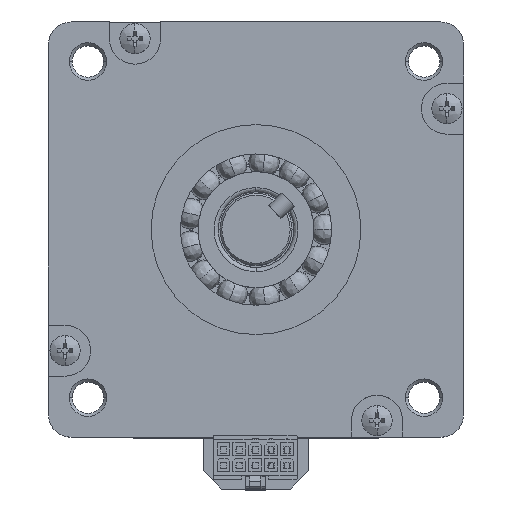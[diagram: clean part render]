
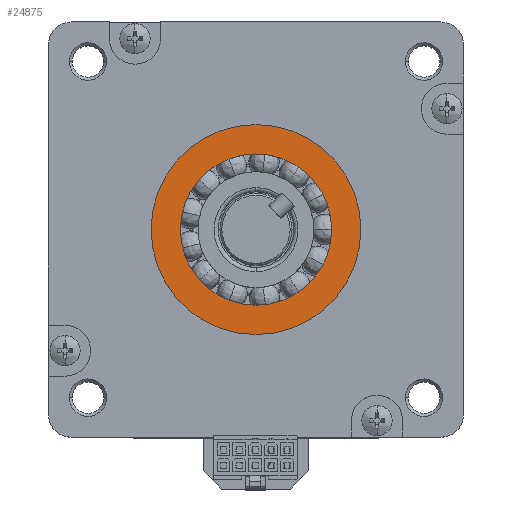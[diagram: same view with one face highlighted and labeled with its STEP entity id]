
A CAD part, top view. The second image highlights one B-rep face of the part: STEP entity #24875.
In plain terms, the highlighted planar face has unit normal (0, 0, 1).
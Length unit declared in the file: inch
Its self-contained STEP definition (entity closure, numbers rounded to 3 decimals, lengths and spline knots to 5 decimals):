
#778 = CARTESIAN_POINT ( 'NONE',  ( 0., 0., 0.06299 ) ) ;
#2725 = EDGE_LOOP ( 'NONE', ( #46810, #5259 ) ) ;
#3813 = CIRCLE ( 'NONE', #27227, 1.09291 ) ;
#4508 = EDGE_LOOP ( 'NONE', ( #5420, #21722 ) ) ;
#5259 = ORIENTED_EDGE ( 'NONE', *, *, #30155, .T. ) ;
#5420 = ORIENTED_EDGE ( 'NONE', *, *, #11552, .F. ) ;
#7600 = CARTESIAN_POINT ( 'NONE',  ( 0., 0., 0.06299 ) ) ;
#8055 = CIRCLE ( 'NONE', #26904, 1.09291 ) ;
#9100 = CARTESIAN_POINT ( 'NONE',  ( 0.7874, 0., 0.06299 ) ) ;
#9456 = FACE_OUTER_BOUND ( 'NONE', #4508, .T. ) ;
#11552 = EDGE_CURVE ( 'NONE', #12295, #34219, #8055, .T. ) ;
#12295 = VERTEX_POINT ( 'NONE', #42656 ) ;
#13447 = VERTEX_POINT ( 'NONE', #19053 ) ;
#13503 = DIRECTION ( 'NONE',  ( 0., 0., 1. ) ) ;
#17886 = VERTEX_POINT ( 'NONE', #9100 ) ;
#19053 = CARTESIAN_POINT ( 'NONE',  ( -0.7874, 0., 0.06299 ) ) ;
#21722 = ORIENTED_EDGE ( 'NONE', *, *, #38630, .F. ) ;
#22727 = AXIS2_PLACEMENT_3D ( 'NONE', #39684, #35243, #43351 ) ;
#24572 = AXIS2_PLACEMENT_3D ( 'NONE', #46045, #54231, #29335 ) ;
#24875 = ADVANCED_FACE ( 'NONE', ( #31334, #9456 ), #34859, .T. ) ;
#26904 = AXIS2_PLACEMENT_3D ( 'NONE', #7600, #45575, #45229 ) ;
#27227 = AXIS2_PLACEMENT_3D ( 'NONE', #48729, #44643, #31863 ) ;
#29335 = DIRECTION ( 'NONE',  ( 1., 0., 0. ) ) ;
#30155 = EDGE_CURVE ( 'NONE', #13447, #17886, #48916, .T. ) ;
#31334 = FACE_BOUND ( 'NONE', #2725, .T. ) ;
#31863 = DIRECTION ( 'NONE',  ( -1., 0., 0. ) ) ;
#34219 = VERTEX_POINT ( 'NONE', #35391 ) ;
#34859 = PLANE ( 'NONE',  #44604 ) ;
#35043 = DIRECTION ( 'NONE',  ( 1., 0., 0. ) ) ;
#35243 = DIRECTION ( 'NONE',  ( 0., 0., -1. ) ) ;
#35391 = CARTESIAN_POINT ( 'NONE',  ( 1.09291, 0., 0.06299 ) ) ;
#38630 = EDGE_CURVE ( 'NONE', #34219, #12295, #3813, .T. ) ;
#39684 = CARTESIAN_POINT ( 'NONE',  ( 0., 0., 0.06299 ) ) ;
#42656 = CARTESIAN_POINT ( 'NONE',  ( -1.09291, 0., 0.06299 ) ) ;
#43351 = DIRECTION ( 'NONE',  ( 1., 0., 0. ) ) ;
#44604 = AXIS2_PLACEMENT_3D ( 'NONE', #778, #13503, #35043 ) ;
#44643 = DIRECTION ( 'NONE',  ( 0., 0., -1. ) ) ;
#45229 = DIRECTION ( 'NONE',  ( -1., 0., 0. ) ) ;
#45575 = DIRECTION ( 'NONE',  ( 0., 0., -1. ) ) ;
#46045 = CARTESIAN_POINT ( 'NONE',  ( 0., 0., 0.06299 ) ) ;
#46810 = ORIENTED_EDGE ( 'NONE', *, *, #48677, .T. ) ;
#47811 = CIRCLE ( 'NONE', #22727, 0.7874 ) ;
#48677 = EDGE_CURVE ( 'NONE', #17886, #13447, #47811, .T. ) ;
#48729 = CARTESIAN_POINT ( 'NONE',  ( 0., 0., 0.06299 ) ) ;
#48916 = CIRCLE ( 'NONE', #24572, 0.7874 ) ;
#54231 = DIRECTION ( 'NONE',  ( 0., 0., -1. ) ) ;
